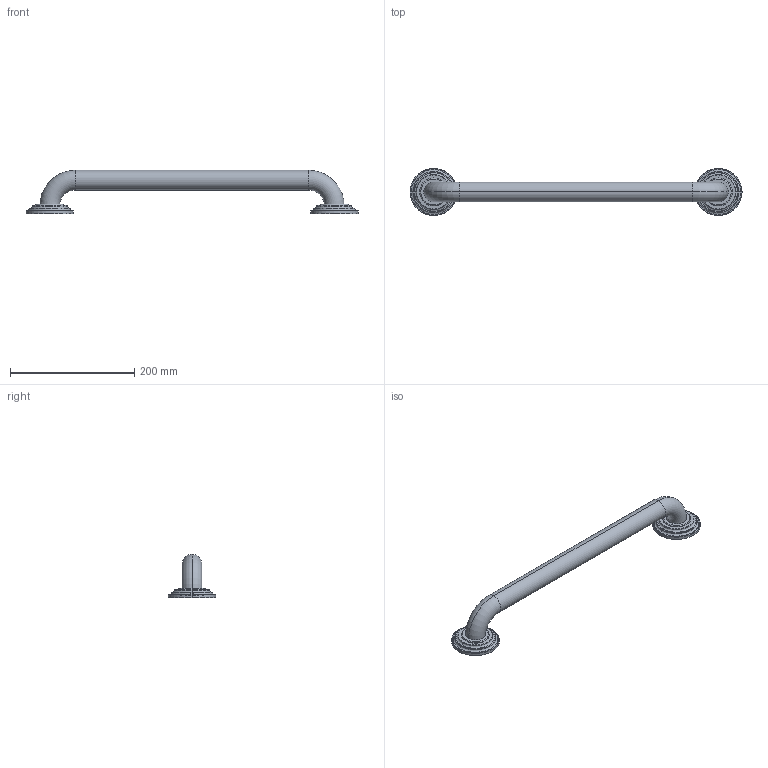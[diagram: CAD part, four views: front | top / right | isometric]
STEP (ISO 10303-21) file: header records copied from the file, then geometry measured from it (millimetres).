
FILE_DESCRIPTION((''),'2;1');
FILE_NAME('920-3918_ASM','2017-07-18T',('rsmith'),(''),'PRO/ENGINEER BY PARAMETRIC TECHNOLOGY CORPORATION, 2013150','PRO/ENGINEER BY PARAMETRIC TECHNOLOGY CORPORATION, 2013150','');
FILE_SCHEMA(('CONFIG_CONTROL_DESIGN'));
Length unit declared in the file: inch
Products named in the file (7): 1995; 20-287_ASM; 80528; 50869; 5082_ASM; 1172; 920-3918_ASM
Assembly tree (9 placements, depth 3):
  920-3918_ASM
    20-287_ASM  x2
      1995
    5082_ASM
      80528
      50869  x2
    1172  x2
Bounding box: 533.4 x 76.2 x 69.85 mm (x, y, z)
Volume: 125061.4 mm3; surface area: 215323 mm2
Topology: 7 solids, 16 shells, 676 faces, 1768 edges, 1144 vertices
Faces by surface type: cylinder 204, plane 160, bspline 102, extrusion 94, torus 92, cone 24
Entity records: 18972 total; most frequent: CARTESIAN_POINT 10674, ORIENTED_EDGE 1802, DIRECTION 1452, EDGE_CURVE 917, VERTEX_POINT 590, AXIS2_PLACEMENT_3D 554, B_SPLINE_CURVE_WITH_KNOTS 395, EDGE_LOOP 390
